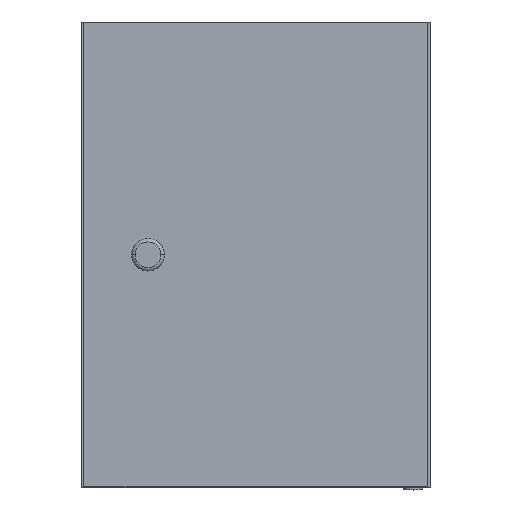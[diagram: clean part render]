
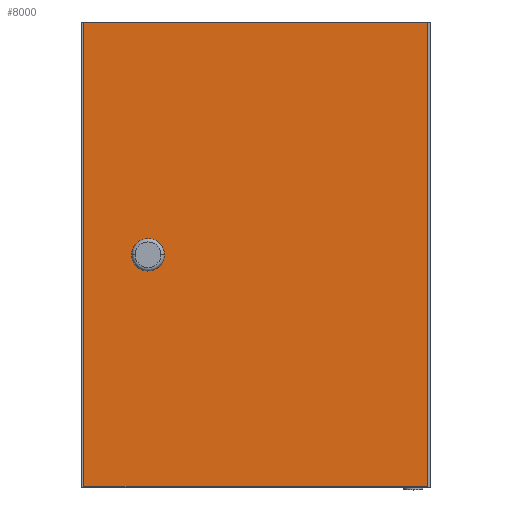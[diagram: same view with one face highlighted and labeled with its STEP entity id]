
A CAD part, top view. The second image highlights one B-rep face of the part: STEP entity #8000.
In plain terms, the highlighted face is planar.
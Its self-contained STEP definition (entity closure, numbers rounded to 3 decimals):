
#202 = LINE ( 'NONE', #5189, #5909 ) ;
#436 = DIRECTION ( 'NONE',  ( 0., 1., 0. ) ) ;
#450 = PLANE ( 'NONE',  #5643 ) ;
#725 = EDGE_CURVE ( 'NONE', #8355, #2540, #8153, .T. ) ;
#910 = VECTOR ( 'NONE', #1532, 1000. ) ;
#1115 = DIRECTION ( 'NONE',  ( -1., 0., 0. ) ) ;
#1292 = DIRECTION ( 'NONE',  ( -1., 0., 0. ) ) ;
#1314 = LINE ( 'NONE', #7161, #5066 ) ;
#1326 = DIRECTION ( 'NONE',  ( 0., 0., -1. ) ) ;
#1532 = DIRECTION ( 'NONE',  ( 0., -1., 0. ) ) ;
#2190 = LINE ( 'NONE', #3750, #910 ) ;
#2459 = CARTESIAN_POINT ( 'NONE',  ( 147.5, 199.25, 0. ) ) ;
#2540 = VERTEX_POINT ( 'NONE', #2804 ) ;
#2804 = CARTESIAN_POINT ( 'NONE',  ( 78.5, 0., 0. ) ) ;
#2891 = VERTEX_POINT ( 'NONE', #9168 ) ;
#3055 = CARTESIAN_POINT ( 'NONE',  ( 147.5, -199.25, 0. ) ) ;
#3192 = DIRECTION ( 'NONE',  ( -1., 0., 0. ) ) ;
#3219 = EDGE_CURVE ( 'NONE', #2891, #9390, #7058, .T. ) ;
#3473 = VECTOR ( 'NONE', #6241, 1000. ) ;
#3658 = VERTEX_POINT ( 'NONE', #9136 ) ;
#3750 = CARTESIAN_POINT ( 'NONE',  ( -147.5, 199.25, 0. ) ) ;
#3774 = EDGE_CURVE ( 'NONE', #8142, #3658, #202, .T. ) ;
#3957 = EDGE_LOOP ( 'NONE', ( #10532, #7041, #7121, #6116 ) ) ;
#3999 = AXIS2_PLACEMENT_3D ( 'NONE', #9115, #7231, #9707 ) ;
#4755 = CARTESIAN_POINT ( 'NONE',  ( 147.5, -199.25, 0. ) ) ;
#4822 = EDGE_CURVE ( 'NONE', #9390, #8142, #1314, .T. ) ;
#5066 = VECTOR ( 'NONE', #436, 1000. ) ;
#5189 = CARTESIAN_POINT ( 'NONE',  ( 147.5, 199.25, 0. ) ) ;
#5400 = EDGE_CURVE ( 'NONE', #2540, #8355, #9739, .T. ) ;
#5643 = AXIS2_PLACEMENT_3D ( 'NONE', #7717, #1326, #1115 ) ;
#5909 = VECTOR ( 'NONE', #1292, 1000. ) ;
#6010 = EDGE_CURVE ( 'NONE', #3658, #2891, #2190, .T. ) ;
#6116 = ORIENTED_EDGE ( 'NONE', *, *, #3219, .F. ) ;
#6241 = DIRECTION ( 'NONE',  ( 1., 0., 0. ) ) ;
#6298 = FACE_OUTER_BOUND ( 'NONE', #3957, .T. ) ;
#7041 = ORIENTED_EDGE ( 'NONE', *, *, #3774, .F. ) ;
#7058 = LINE ( 'NONE', #3055, #3473 ) ;
#7121 = ORIENTED_EDGE ( 'NONE', *, *, #4822, .F. ) ;
#7161 = CARTESIAN_POINT ( 'NONE',  ( 147.5, 199.25, 0. ) ) ;
#7231 = DIRECTION ( 'NONE',  ( 0., 0., -1. ) ) ;
#7717 = CARTESIAN_POINT ( 'NONE',  ( 0., 0., 0. ) ) ;
#8000 = ADVANCED_FACE ( 'NONE', ( #10267, #6298 ), #450, .T. ) ;
#8142 = VERTEX_POINT ( 'NONE', #2459 ) ;
#8153 = CIRCLE ( 'NONE', #3999, 14. ) ;
#8355 = VERTEX_POINT ( 'NONE', #8511 ) ;
#8511 = CARTESIAN_POINT ( 'NONE',  ( 106.5, 0., 0. ) ) ;
#9115 = CARTESIAN_POINT ( 'NONE',  ( 92.5, 0., 0. ) ) ;
#9136 = CARTESIAN_POINT ( 'NONE',  ( -147.5, 199.25, 0. ) ) ;
#9168 = CARTESIAN_POINT ( 'NONE',  ( -147.5, -199.25, 0. ) ) ;
#9277 = ORIENTED_EDGE ( 'NONE', *, *, #725, .F. ) ;
#9334 = ORIENTED_EDGE ( 'NONE', *, *, #5400, .F. ) ;
#9390 = VERTEX_POINT ( 'NONE', #4755 ) ;
#9403 = AXIS2_PLACEMENT_3D ( 'NONE', #9839, #10622, #3192 ) ;
#9707 = DIRECTION ( 'NONE',  ( -1., 0., 0. ) ) ;
#9739 = CIRCLE ( 'NONE', #9403, 14. ) ;
#9839 = CARTESIAN_POINT ( 'NONE',  ( 92.5, 0., 0. ) ) ;
#10126 = EDGE_LOOP ( 'NONE', ( #9277, #9334 ) ) ;
#10267 = FACE_BOUND ( 'NONE', #10126, .T. ) ;
#10532 = ORIENTED_EDGE ( 'NONE', *, *, #6010, .F. ) ;
#10622 = DIRECTION ( 'NONE',  ( 0., 0., -1. ) ) ;
